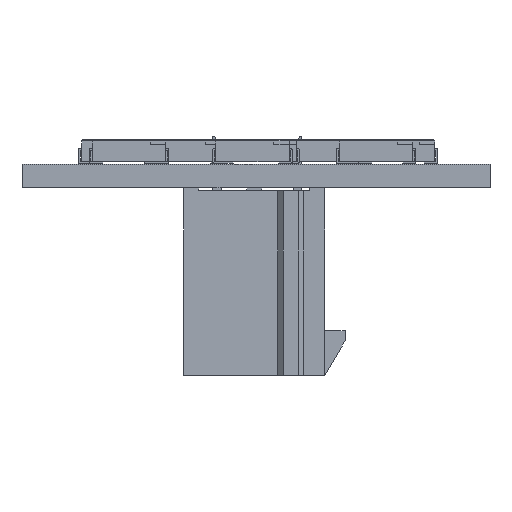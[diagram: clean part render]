
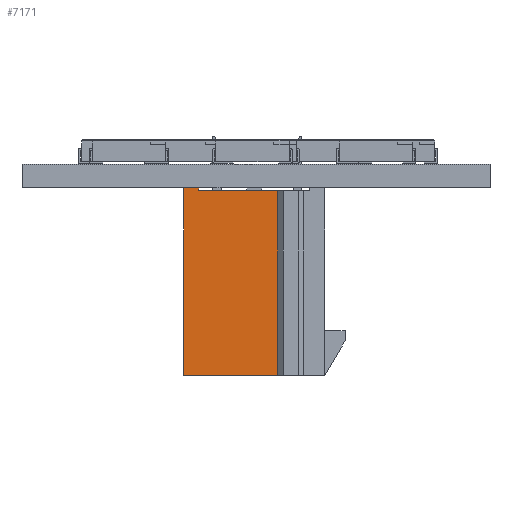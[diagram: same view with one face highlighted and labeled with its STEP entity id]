
A CAD part, front view. The second image highlights one B-rep face of the part: STEP entity #7171.
In plain terms, the highlighted face is planar.
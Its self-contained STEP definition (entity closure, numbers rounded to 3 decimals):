
#5962 = PLANE('',#5963);
#5963 = AXIS2_PLACEMENT_3D('',#5964,#5965,#5966);
#5964 = CARTESIAN_POINT('',(-4.8,12.8,4.8));
#5965 = DIRECTION('',(0.,0.,1.));
#5966 = DIRECTION('',(1.,-0.,0.));
#6198 = PLANE('',#6199);
#6199 = AXIS2_PLACEMENT_3D('',#6200,#6201,#6202);
#6200 = CARTESIAN_POINT('',(-4.8,12.8,-4.8));
#6201 = DIRECTION('',(0.,1.,0.));
#6202 = DIRECTION('',(1.,0.,-0.));
#6895 = PLANE('',#6896);
#6896 = AXIS2_PLACEMENT_3D('',#6897,#6898,#6899);
#6897 = CARTESIAN_POINT('',(1.1,0.,3.8));
#6898 = DIRECTION('',(0.,0.,1.));
#6899 = DIRECTION('',(1.,-0.,0.));
#7171 = ADVANCED_FACE('',(#7172),#7186,.F.);
#7172 = FACE_BOUND('',#7173,.F.);
#7173 = EDGE_LOOP('',(#7174,#7209,#7232,#7255,#7283,#7306));
#7174 = ORIENTED_EDGE('',*,*,#7175,.T.);
#7175 = EDGE_CURVE('',#7176,#7178,#7180,.T.);
#7176 = VERTEX_POINT('',#7177);
#7177 = CARTESIAN_POINT('',(-4.8,0.2,-1.59));
#7178 = VERTEX_POINT('',#7179);
#7179 = CARTESIAN_POINT('',(-4.8,12.8,-1.59));
#7180 = SURFACE_CURVE('',#7181,(#7185,#7197),.PCURVE_S1.);
#7181 = LINE('',#7182,#7183);
#7182 = CARTESIAN_POINT('',(-4.8,0.2,-1.59)
  );
#7183 = VECTOR('',#7184,1.);
#7184 = DIRECTION('',(0.,1.,0.));
#7185 = PCURVE('',#7186,#7191);
#7186 = PLANE('',#7187);
#7187 = AXIS2_PLACEMENT_3D('',#7188,#7189,#7190);
#7188 = CARTESIAN_POINT('',(-4.8,0.,0.));
#7189 = DIRECTION('',(1.,0.,0.));
#7190 = DIRECTION('',(0.,1.,-0.));
#7191 = DEFINITIONAL_REPRESENTATION('',(#7192),#7196);
#7192 = LINE('',#7193,#7194);
#7193 = CARTESIAN_POINT('',(0.2,-1.59));
#7194 = VECTOR('',#7195,1.);
#7195 = DIRECTION('',(1.,0.));
#7196 = ( GEOMETRIC_REPRESENTATION_CONTEXT(2) 
PARAMETRIC_REPRESENTATION_CONTEXT() REPRESENTATION_CONTEXT('2D SPACE',''
  ) );
#7197 = PCURVE('',#7198,#7203);
#7198 = PLANE('',#7199);
#7199 = AXIS2_PLACEMENT_3D('',#7200,#7201,#7202);
#7200 = CARTESIAN_POINT('',(-4.8,12.8,-1.59));
#7201 = DIRECTION('',(-0.707,0.,0.707));
#7202 = DIRECTION('',(0.,1.,0.));
#7203 = DEFINITIONAL_REPRESENTATION('',(#7204),#7208);
#7204 = LINE('',#7205,#7206);
#7205 = CARTESIAN_POINT('',(-12.6,0.));
#7206 = VECTOR('',#7207,1.);
#7207 = DIRECTION('',(1.,0.));
#7208 = ( GEOMETRIC_REPRESENTATION_CONTEXT(2) 
PARAMETRIC_REPRESENTATION_CONTEXT() REPRESENTATION_CONTEXT('2D SPACE',''
  ) );
#7209 = ORIENTED_EDGE('',*,*,#7210,.T.);
#7210 = EDGE_CURVE('',#7178,#7211,#7213,.T.);
#7211 = VERTEX_POINT('',#7212);
#7212 = CARTESIAN_POINT('',(-4.8,12.8,4.8));
#7213 = SURFACE_CURVE('',#7214,(#7218,#7225),.PCURVE_S1.);
#7214 = LINE('',#7215,#7216);
#7215 = CARTESIAN_POINT('',(-4.8,12.8,-1.59
    ));
#7216 = VECTOR('',#7217,1.);
#7217 = DIRECTION('',(0.,0.,1.));
#7218 = PCURVE('',#7186,#7219);
#7219 = DEFINITIONAL_REPRESENTATION('',(#7220),#7224);
#7220 = LINE('',#7221,#7222);
#7221 = CARTESIAN_POINT('',(12.8,-1.59));
#7222 = VECTOR('',#7223,1.);
#7223 = DIRECTION('',(0.,1.));
#7224 = ( GEOMETRIC_REPRESENTATION_CONTEXT(2) 
PARAMETRIC_REPRESENTATION_CONTEXT() REPRESENTATION_CONTEXT('2D SPACE',''
  ) );
#7225 = PCURVE('',#6198,#7226);
#7226 = DEFINITIONAL_REPRESENTATION('',(#7227),#7231);
#7227 = LINE('',#7228,#7229);
#7228 = CARTESIAN_POINT('',(0.,-3.21));
#7229 = VECTOR('',#7230,1.);
#7230 = DIRECTION('',(0.,-1.));
#7231 = ( GEOMETRIC_REPRESENTATION_CONTEXT(2) 
PARAMETRIC_REPRESENTATION_CONTEXT() REPRESENTATION_CONTEXT('2D SPACE',''
  ) );
#7232 = ORIENTED_EDGE('',*,*,#7233,.T.);
#7233 = EDGE_CURVE('',#7211,#7234,#7236,.T.);
#7234 = VERTEX_POINT('',#7235);
#7235 = CARTESIAN_POINT('',(-4.8,0.,4.8));
#7236 = SURFACE_CURVE('',#7237,(#7241,#7248),.PCURVE_S1.);
#7237 = LINE('',#7238,#7239);
#7238 = CARTESIAN_POINT('',(-4.8,12.8,4.8)
  );
#7239 = VECTOR('',#7240,1.);
#7240 = DIRECTION('',(0.,-1.,0.));
#7241 = PCURVE('',#7186,#7242);
#7242 = DEFINITIONAL_REPRESENTATION('',(#7243),#7247);
#7243 = LINE('',#7244,#7245);
#7244 = CARTESIAN_POINT('',(12.8,4.8));
#7245 = VECTOR('',#7246,1.);
#7246 = DIRECTION('',(-1.,0.));
#7247 = ( GEOMETRIC_REPRESENTATION_CONTEXT(2) 
PARAMETRIC_REPRESENTATION_CONTEXT() REPRESENTATION_CONTEXT('2D SPACE',''
  ) );
#7248 = PCURVE('',#5962,#7249);
#7249 = DEFINITIONAL_REPRESENTATION('',(#7250),#7254);
#7250 = LINE('',#7251,#7252);
#7251 = CARTESIAN_POINT('',(0.,0.));
#7252 = VECTOR('',#7253,1.);
#7253 = DIRECTION('',(0.,-1.));
#7254 = ( GEOMETRIC_REPRESENTATION_CONTEXT(2) 
PARAMETRIC_REPRESENTATION_CONTEXT() REPRESENTATION_CONTEXT('2D SPACE',''
  ) );
#7255 = ORIENTED_EDGE('',*,*,#7256,.T.);
#7256 = EDGE_CURVE('',#7234,#7257,#7259,.T.);
#7257 = VERTEX_POINT('',#7258);
#7258 = CARTESIAN_POINT('',(-4.8,0.,3.8));
#7259 = SURFACE_CURVE('',#7260,(#7264,#7271),.PCURVE_S1.);
#7260 = LINE('',#7261,#7262);
#7261 = CARTESIAN_POINT('',(-4.8,0.,4.8));
#7262 = VECTOR('',#7263,1.);
#7263 = DIRECTION('',(0.,0.,-1.));
#7264 = PCURVE('',#7186,#7265);
#7265 = DEFINITIONAL_REPRESENTATION('',(#7266),#7270);
#7266 = LINE('',#7267,#7268);
#7267 = CARTESIAN_POINT('',(0.,4.8));
#7268 = VECTOR('',#7269,1.);
#7269 = DIRECTION('',(0.,-1.));
#7270 = ( GEOMETRIC_REPRESENTATION_CONTEXT(2) 
PARAMETRIC_REPRESENTATION_CONTEXT() REPRESENTATION_CONTEXT('2D SPACE',''
  ) );
#7271 = PCURVE('',#7272,#7277);
#7272 = PLANE('',#7273);
#7273 = AXIS2_PLACEMENT_3D('',#7274,#7275,#7276);
#7274 = CARTESIAN_POINT('',(-4.8,0.,4.8));
#7275 = DIRECTION('',(0.,-1.,0.));
#7276 = DIRECTION('',(0.,0.,-1.));
#7277 = DEFINITIONAL_REPRESENTATION('',(#7278),#7282);
#7278 = LINE('',#7279,#7280);
#7279 = CARTESIAN_POINT('',(0.,0.));
#7280 = VECTOR('',#7281,1.);
#7281 = DIRECTION('',(1.,0.));
#7282 = ( GEOMETRIC_REPRESENTATION_CONTEXT(2) 
PARAMETRIC_REPRESENTATION_CONTEXT() REPRESENTATION_CONTEXT('2D SPACE',''
  ) );
#7283 = ORIENTED_EDGE('',*,*,#7284,.T.);
#7284 = EDGE_CURVE('',#7257,#7285,#7287,.T.);
#7285 = VERTEX_POINT('',#7286);
#7286 = CARTESIAN_POINT('',(-4.8,0.2,3.8));
#7287 = SURFACE_CURVE('',#7288,(#7292,#7299),.PCURVE_S1.);
#7288 = LINE('',#7289,#7290);
#7289 = CARTESIAN_POINT('',(-4.8,0.,3.8));
#7290 = VECTOR('',#7291,1.);
#7291 = DIRECTION('',(0.,1.,0.));
#7292 = PCURVE('',#7186,#7293);
#7293 = DEFINITIONAL_REPRESENTATION('',(#7294),#7298);
#7294 = LINE('',#7295,#7296);
#7295 = CARTESIAN_POINT('',(0.,3.8));
#7296 = VECTOR('',#7297,1.);
#7297 = DIRECTION('',(1.,0.));
#7298 = ( GEOMETRIC_REPRESENTATION_CONTEXT(2) 
PARAMETRIC_REPRESENTATION_CONTEXT() REPRESENTATION_CONTEXT('2D SPACE',''
  ) );
#7299 = PCURVE('',#6895,#7300);
#7300 = DEFINITIONAL_REPRESENTATION('',(#7301),#7305);
#7301 = LINE('',#7302,#7303);
#7302 = CARTESIAN_POINT('',(-5.9,0.));
#7303 = VECTOR('',#7304,1.);
#7304 = DIRECTION('',(0.,1.));
#7305 = ( GEOMETRIC_REPRESENTATION_CONTEXT(2) 
PARAMETRIC_REPRESENTATION_CONTEXT() REPRESENTATION_CONTEXT('2D SPACE',''
  ) );
#7306 = ORIENTED_EDGE('',*,*,#7307,.F.);
#7307 = EDGE_CURVE('',#7176,#7285,#7308,.T.);
#7308 = SURFACE_CURVE('',#7309,(#7313,#7320),.PCURVE_S1.);
#7309 = LINE('',#7310,#7311);
#7310 = CARTESIAN_POINT('',(-4.8,0.2,-1.59)
  );
#7311 = VECTOR('',#7312,1.);
#7312 = DIRECTION('',(0.,0.,1.));
#7313 = PCURVE('',#7186,#7314);
#7314 = DEFINITIONAL_REPRESENTATION('',(#7315),#7319);
#7315 = LINE('',#7316,#7317);
#7316 = CARTESIAN_POINT('',(0.2,-1.59));
#7317 = VECTOR('',#7318,1.);
#7318 = DIRECTION('',(0.,1.));
#7319 = ( GEOMETRIC_REPRESENTATION_CONTEXT(2) 
PARAMETRIC_REPRESENTATION_CONTEXT() REPRESENTATION_CONTEXT('2D SPACE',''
  ) );
#7320 = PCURVE('',#7321,#7326);
#7321 = PLANE('',#7322);
#7322 = AXIS2_PLACEMENT_3D('',#7323,#7324,#7325);
#7323 = CARTESIAN_POINT('',(-4.8,0.2,0.));
#7324 = DIRECTION('',(0.,-1.,0.));
#7325 = DIRECTION('',(0.,0.,-1.));
#7326 = DEFINITIONAL_REPRESENTATION('',(#7327),#7331);
#7327 = LINE('',#7328,#7329);
#7328 = CARTESIAN_POINT('',(1.59,0.));
#7329 = VECTOR('',#7330,1.);
#7330 = DIRECTION('',(-1.,0.));
#7331 = ( GEOMETRIC_REPRESENTATION_CONTEXT(2) 
PARAMETRIC_REPRESENTATION_CONTEXT() REPRESENTATION_CONTEXT('2D SPACE',''
  ) );
